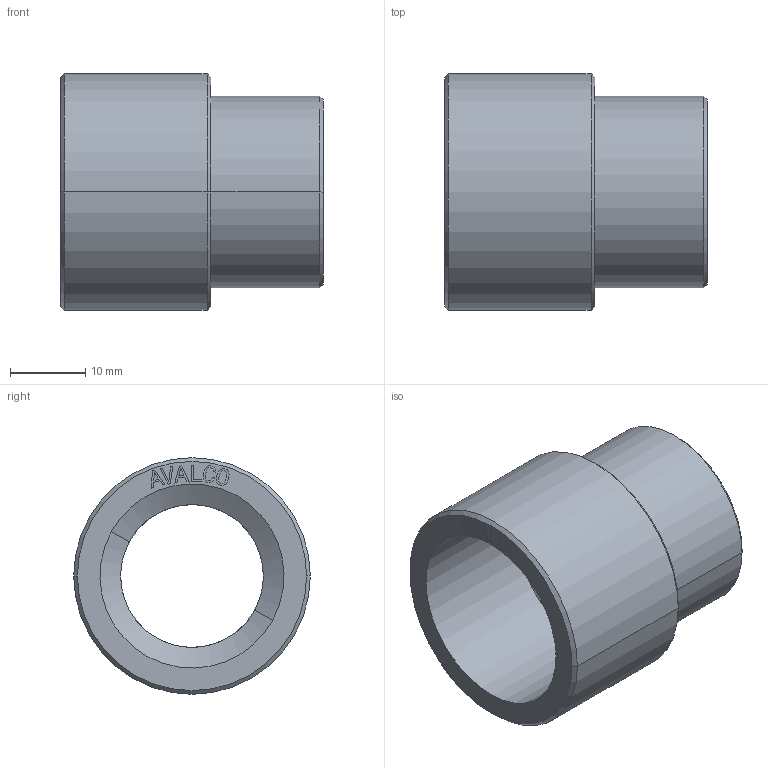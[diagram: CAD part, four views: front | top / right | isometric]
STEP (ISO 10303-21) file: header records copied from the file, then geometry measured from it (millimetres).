
FILE_DESCRIPTION(( 'RX.13.34.12.stp' ), '1');
FILE_NAME( 'RX.13.34.12.stp', '2018-10-10T11:28:49',( 'Sopra'),('sopra-pneumatic.com'), 'SwSTEP 2.0','SolidWorks 2009','' );
FILE_SCHEMA(('CONFIG_CONTROL_DESIGN'));
Length unit declared in the file: millimetre
Products named in the file (1): DS555-G12G34
Bounding box: 35 x 31.5 x 31.5 mm (x, y, z)
Volume: 9951.5 mm3; surface area: 6408.3 mm2
Topology: 1 solids, 1 shells, 243 faces, 658 edges, 436 vertices
Faces by surface type: plane 227, cylinder 8, cone 8
Entity records: 7409 total; most frequent: CARTESIAN_POINT 1317, ORIENTED_EDGE 1316, DIRECTION 1102, EDGE_CURVE 658, VECTOR 634, LINE 634, VERTEX_POINT 436, EDGE_LOOP 264
